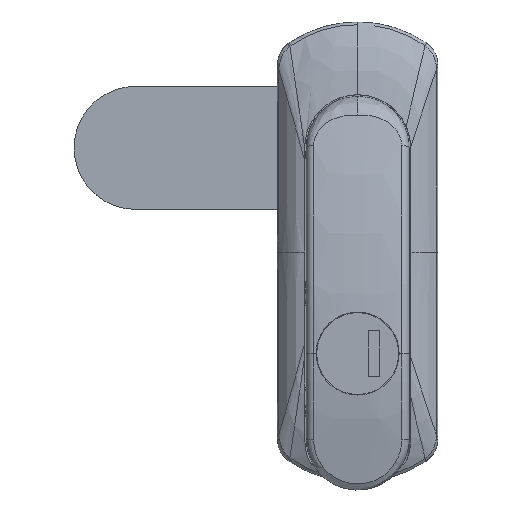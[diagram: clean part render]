
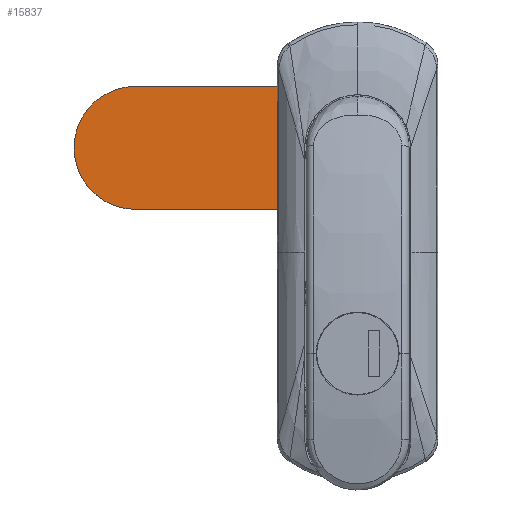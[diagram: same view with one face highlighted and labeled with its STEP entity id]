
A CAD part, top view. The second image highlights one B-rep face of the part: STEP entity #15837.
In plain terms, the highlighted face is planar.
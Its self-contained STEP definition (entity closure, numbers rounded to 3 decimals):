
#3962 = CIRCLE ( 'NONE', #14467, 11.5 ) ;
#3966 = CIRCLE ( 'NONE', #14398, 11.5 ) ;
#3967 = CIRCLE ( 'NONE', #14562, 11.5 ) ;
#8776 = PLANE ( 'NONE',  #10676 ) ;
#8777 = CARTESIAN_POINT ( 'NONE',  ( 0., 0., 0. ) ) ;
#8778 = DIRECTION ( 'NONE',  ( 0., 0., -1. ) ) ;
#8779 = DIRECTION ( 'NONE',  ( -1., 0., 0. ) ) ;
#9080 = CARTESIAN_POINT ( 'NONE',  ( 0., -5.728, 0. ) ) ;
#9083 = CARTESIAN_POINT ( 'NONE',  ( -11.5, 0., 0. ) ) ;
#9085 = CARTESIAN_POINT ( 'NONE',  ( 0., 5.728, 0. ) ) ;
#9090 = CARTESIAN_POINT ( 'NONE',  ( -5.728, 0., 0. ) ) ;
#9093 = CARTESIAN_POINT ( 'NONE',  ( 5.728, 0., 0. ) ) ;
#9108 = CARTESIAN_POINT ( 'NONE',  ( 0., -11.5, 0. ) ) ;
#9170 = CARTESIAN_POINT ( 'NONE',  ( 41.5, 11.5, 0. ) ) ;
#9176 = CARTESIAN_POINT ( 'NONE',  ( 0., 11.5, 0. ) ) ;
#9212 = CARTESIAN_POINT ( 'NONE',  ( 41.5, -11.5, 0. ) ) ;
#9810 = LINE ( 'NONE', #9811, #14550 ) ;
#9811 = CARTESIAN_POINT ( 'NONE',  ( 0., -5.728, 0. ) ) ;
#9812 = DIRECTION ( 'NONE',  ( 0.707, 0.707, 0. ) ) ;
#9843 = LINE ( 'NONE', #9844, #14574 ) ;
#9844 = CARTESIAN_POINT ( 'NONE',  ( -5.728, 0., 0. ) ) ;
#9845 = DIRECTION ( 'NONE',  ( 0.707, -0.707, 0. ) ) ;
#9855 = LINE ( 'NONE', #9856, #14421 ) ;
#9856 = CARTESIAN_POINT ( 'NONE',  ( 0., 11.5, 0. ) ) ;
#9857 = DIRECTION ( 'NONE',  ( -1., 0., 0. ) ) ;
#9875 = CARTESIAN_POINT ( 'NONE',  ( 0., 0., 0. ) ) ;
#9888 = DIRECTION ( 'NONE',  ( 0., 0., 1. ) ) ;
#9889 = DIRECTION ( 'NONE',  ( -1., 0., 0. ) ) ;
#9917 = CARTESIAN_POINT ( 'NONE',  ( 41.5, 0., 0. ) ) ;
#9921 = DIRECTION ( 'NONE',  ( 0., 0., 1. ) ) ;
#9922 = DIRECTION ( 'NONE',  ( -1., 0., 0. ) ) ;
#9923 = CARTESIAN_POINT ( 'NONE',  ( 0., 0., 0. ) ) ;
#9930 = LINE ( 'NONE', #9931, #14384 ) ;
#9931 = CARTESIAN_POINT ( 'NONE',  ( 5.728, 0., 0. ) ) ;
#9932 = DIRECTION ( 'NONE',  ( -0.707, 0.707, 0. ) ) ;
#9933 = LINE ( 'NONE', #9934, #14176 ) ;
#9934 = CARTESIAN_POINT ( 'NONE',  ( 41.5, -11.5, 0. ) ) ;
#9935 = DIRECTION ( 'NONE',  ( 1., 0., 0. ) ) ;
#9939 = DIRECTION ( 'NONE',  ( 0., 0., 1. ) ) ;
#9940 = DIRECTION ( 'NONE',  ( -1., 0., 0. ) ) ;
#9945 = LINE ( 'NONE', #9946, #14207 ) ;
#9946 = CARTESIAN_POINT ( 'NONE',  ( 0., 5.728, 0. ) ) ;
#9947 = DIRECTION ( 'NONE',  ( -0.707, -0.707, 0. ) ) ;
#10676 = AXIS2_PLACEMENT_3D ( 'NONE', #8777, #8778, #8779 ) ;
#10695 = FACE_BOUND ( 'NONE', #13321, .T. ) ;
#10877 = FACE_OUTER_BOUND ( 'NONE', #13320, .T. ) ;
#13320 = EDGE_LOOP ( 'NONE', ( #19555, #19557, #19556, #19558, #19559 ) ) ;
#13321 = EDGE_LOOP ( 'NONE', ( #19560, #19562, #19561, #19563 ) ) ;
#14176 = VECTOR ( 'NONE', #9935, 1000. ) ;
#14207 = VECTOR ( 'NONE', #9947, 1000. ) ;
#14384 = VECTOR ( 'NONE', #9932, 1000. ) ;
#14398 = AXIS2_PLACEMENT_3D ( 'NONE', #9917, #9921, #9922 ) ;
#14421 = VECTOR ( 'NONE', #9857, 1000. ) ;
#14467 = AXIS2_PLACEMENT_3D ( 'NONE', #9875, #9888, #9889 ) ;
#14550 = VECTOR ( 'NONE', #9812, 1000. ) ;
#14562 = AXIS2_PLACEMENT_3D ( 'NONE', #9923, #9939, #9940 ) ;
#14574 = VECTOR ( 'NONE', #9845, 1000. ) ;
#15837 = ADVANCED_FACE ( 'NONE', ( #10877, #10695 ), #8776, .T. ) ;
#16099 = VERTEX_POINT ( 'NONE', #9080 ) ;
#16102 = VERTEX_POINT ( 'NONE', #9083 ) ;
#16104 = VERTEX_POINT ( 'NONE', #9085 ) ;
#16109 = VERTEX_POINT ( 'NONE', #9090 ) ;
#16112 = VERTEX_POINT ( 'NONE', #9093 ) ;
#16127 = VERTEX_POINT ( 'NONE', #9108 ) ;
#16189 = VERTEX_POINT ( 'NONE', #9170 ) ;
#16195 = VERTEX_POINT ( 'NONE', #9176 ) ;
#16231 = VERTEX_POINT ( 'NONE', #9212 ) ;
#17495 = EDGE_CURVE ( 'NONE', #16099, #16112, #9810, .T. ) ;
#17506 = EDGE_CURVE ( 'NONE', #16109, #16099, #9843, .T. ) ;
#17510 = EDGE_CURVE ( 'NONE', #16189, #16195, #9855, .T. ) ;
#17521 = EDGE_CURVE ( 'NONE', #16195, #16102, #3962, .T. ) ;
#17532 = EDGE_CURVE ( 'NONE', #16231, #16189, #3966, .T. ) ;
#17535 = EDGE_CURVE ( 'NONE', #16112, #16104, #9930, .T. ) ;
#17536 = EDGE_CURVE ( 'NONE', #16127, #16231, #9933, .T. ) ;
#17538 = EDGE_CURVE ( 'NONE', #16102, #16127, #3967, .T. ) ;
#17540 = EDGE_CURVE ( 'NONE', #16104, #16109, #9945, .T. ) ;
#19555 = ORIENTED_EDGE ( 'NONE', *, *, #17521, .F. ) ;
#19556 = ORIENTED_EDGE ( 'NONE', *, *, #17532, .F. ) ;
#19557 = ORIENTED_EDGE ( 'NONE', *, *, #17510, .F. ) ;
#19558 = ORIENTED_EDGE ( 'NONE', *, *, #17536, .F. ) ;
#19559 = ORIENTED_EDGE ( 'NONE', *, *, #17538, .F. ) ;
#19560 = ORIENTED_EDGE ( 'NONE', *, *, #17495, .T. ) ;
#19561 = ORIENTED_EDGE ( 'NONE', *, *, #17540, .T. ) ;
#19562 = ORIENTED_EDGE ( 'NONE', *, *, #17535, .T. ) ;
#19563 = ORIENTED_EDGE ( 'NONE', *, *, #17506, .T. ) ;
